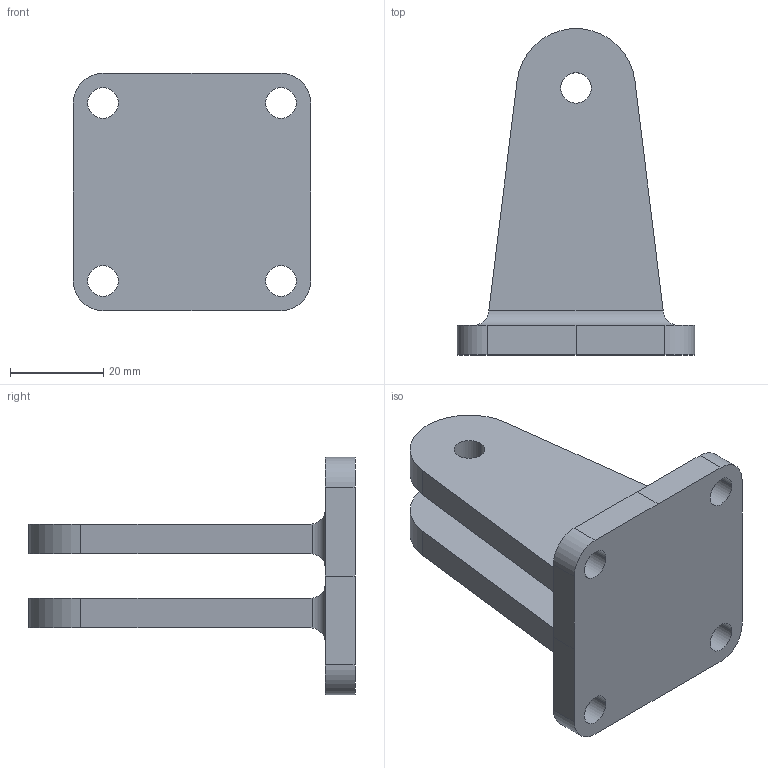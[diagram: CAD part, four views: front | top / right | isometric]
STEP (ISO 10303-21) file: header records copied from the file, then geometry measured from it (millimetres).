
FILE_DESCRIPTION((''),'2;1');
FILE_NAME('MOUNTING_BRACKET_VAL','2024-06-20T11:05:57',('Todd McKenzie'),(''),'CREO PARAMETRIC BY PTC INC, 2023073','CREO PARAMETRIC BY PTC INC, 2023073','');
FILE_SCHEMA(('CONFIG_CONTROL_DESIGN'));
Length unit declared in the file: inch
Products named in the file (1): MOUNTING_BRACKET_VAL
Bounding box: 50.8 x 69.8 x 50.8 mm (x, y, z)
Volume: 39045.6 mm3; surface area: 15278.4 mm2
Topology: 1 solids, 1 shells, 44 faces, 120 edges, 80 vertices
Faces by surface type: cylinder 26, plane 18
Entity records: 1520 total; most frequent: CARTESIAN_POINT 332, ORIENTED_EDGE 240, DIRECTION 228, EDGE_CURVE 120, AXIS2_PLACEMENT_3D 80, VERTEX_POINT 80, VECTOR 68, LINE 68
